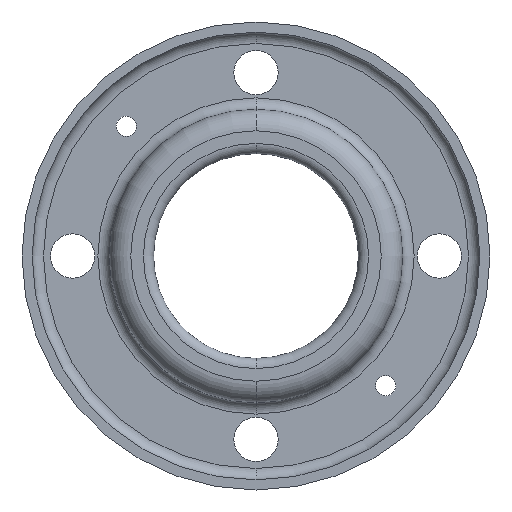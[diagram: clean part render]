
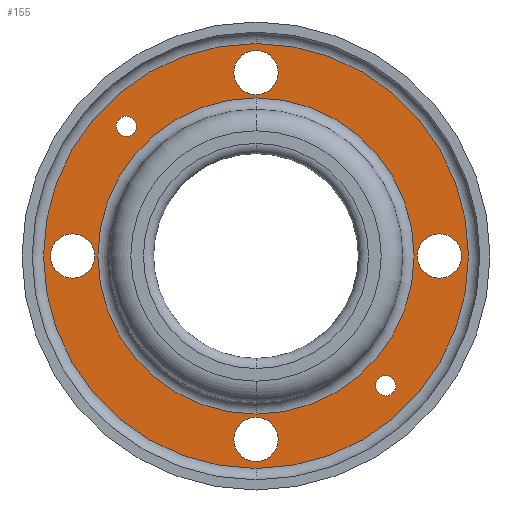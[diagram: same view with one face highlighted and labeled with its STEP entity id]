
A CAD part, front view. The second image highlights one B-rep face of the part: STEP entity #155.
In plain terms, the highlighted planar face has unit normal (0, -1, 0).
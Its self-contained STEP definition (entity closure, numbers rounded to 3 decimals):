
#155=ADVANCED_FACE('',(#300,#301,#302,#303,#304,#305,#306,#307),#308,.T.);
#300=FACE_BOUND('',#449,.T.);
#301=FACE_BOUND('',#450,.T.);
#302=FACE_BOUND('',#451,.T.);
#303=FACE_BOUND('',#452,.T.);
#304=FACE_BOUND('',#453,.T.);
#305=FACE_BOUND('',#454,.T.);
#306=FACE_OUTER_BOUND('',#455,.T.);
#307=FACE_BOUND('',#456,.T.);
#308=PLANE('',#457);
#449=EDGE_LOOP('',(#775,#776));
#450=EDGE_LOOP('',(#777,#778));
#451=EDGE_LOOP('',(#779,#780));
#452=EDGE_LOOP('',(#781,#782));
#453=EDGE_LOOP('',(#783,#784));
#454=EDGE_LOOP('',(#785,#786));
#455=EDGE_LOOP('',(#787,#788,#789));
#456=EDGE_LOOP('',(#790,#791,#792));
#457=AXIS2_PLACEMENT_3D('',#793,#794,#795);
#775=ORIENTED_EDGE('',*,*,#956,.T.);
#776=ORIENTED_EDGE('',*,*,#961,.T.);
#777=ORIENTED_EDGE('',*,*,#951,.T.);
#778=ORIENTED_EDGE('',*,*,#964,.T.);
#779=ORIENTED_EDGE('',*,*,#946,.T.);
#780=ORIENTED_EDGE('',*,*,#967,.T.);
#781=ORIENTED_EDGE('',*,*,#941,.T.);
#782=ORIENTED_EDGE('',*,*,#970,.T.);
#783=ORIENTED_EDGE('',*,*,#936,.T.);
#784=ORIENTED_EDGE('',*,*,#973,.T.);
#785=ORIENTED_EDGE('',*,*,#931,.T.);
#786=ORIENTED_EDGE('',*,*,#976,.T.);
#787=ORIENTED_EDGE('',*,*,#885,.F.);
#788=ORIENTED_EDGE('',*,*,#884,.F.);
#789=ORIENTED_EDGE('',*,*,#1001,.F.);
#790=ORIENTED_EDGE('',*,*,#893,.T.);
#791=ORIENTED_EDGE('',*,*,#999,.T.);
#792=ORIENTED_EDGE('',*,*,#894,.T.);
#793=CARTESIAN_POINT('',(-253.165,108.9,0.0));
#794=DIRECTION('',(0.0,-1.0,-0.0));
#795=DIRECTION('',(1.0,0.0,0.0));
#884=EDGE_CURVE('',#1046,#1048,#1049,.T.);
#885=EDGE_CURVE('',#1048,#1050,#1051,.T.);
#893=EDGE_CURVE('',#1065,#1063,#1066,.T.);
#894=EDGE_CURVE('',#1057,#1065,#1067,.T.);
#931=EDGE_CURVE('',#1130,#1127,#1131,.T.);
#936=EDGE_CURVE('',#1139,#1136,#1140,.T.);
#941=EDGE_CURVE('',#1148,#1145,#1149,.T.);
#946=EDGE_CURVE('',#1157,#1154,#1158,.T.);
#951=EDGE_CURVE('',#1166,#1163,#1167,.T.);
#956=EDGE_CURVE('',#1175,#1172,#1176,.T.);
#961=EDGE_CURVE('',#1172,#1175,#1182,.T.);
#964=EDGE_CURVE('',#1163,#1166,#1185,.T.);
#967=EDGE_CURVE('',#1154,#1157,#1188,.T.);
#970=EDGE_CURVE('',#1145,#1148,#1191,.T.);
#973=EDGE_CURVE('',#1136,#1139,#1194,.T.);
#976=EDGE_CURVE('',#1127,#1130,#1197,.T.);
#999=EDGE_CURVE('',#1063,#1057,#1224,.T.);
#1001=EDGE_CURVE('',#1050,#1046,#1226,.T.);
#1046=VERTEX_POINT('',#1276);
#1048=VERTEX_POINT('',#1278);
#1049=CIRCLE('',#1279,84.0);
#1050=VERTEX_POINT('',#1280);
#1051=CIRCLE('',#1281,84.0);
#1057=VERTEX_POINT('',#1287);
#1063=VERTEX_POINT('',#1293);
#1065=VERTEX_POINT('',#1295);
#1066=CIRCLE('',#1296,62.5);
#1067=CIRCLE('',#1297,62.5);
#1127=VERTEX_POINT('',#1361);
#1130=VERTEX_POINT('',#1365);
#1131=CIRCLE('',#1366,8.75);
#1136=VERTEX_POINT('',#1372);
#1139=VERTEX_POINT('',#1376);
#1140=CIRCLE('',#1377,8.75);
#1145=VERTEX_POINT('',#1383);
#1148=VERTEX_POINT('',#1387);
#1149=CIRCLE('',#1388,8.75);
#1154=VERTEX_POINT('',#1394);
#1157=VERTEX_POINT('',#1398);
#1158=CIRCLE('',#1399,8.75);
#1163=VERTEX_POINT('',#1405);
#1166=VERTEX_POINT('',#1409);
#1167=CIRCLE('',#1410,4.0);
#1172=VERTEX_POINT('',#1416);
#1175=VERTEX_POINT('',#1420);
#1176=CIRCLE('',#1421,4.0);
#1182=CIRCLE('',#1428,4.0);
#1185=CIRCLE('',#1431,4.0);
#1188=CIRCLE('',#1434,8.75);
#1191=CIRCLE('',#1437,8.75);
#1194=CIRCLE('',#1440,8.75);
#1197=CIRCLE('',#1443,8.75);
#1224=CIRCLE('',#1470,62.5);
#1226=CIRCLE('',#1472,84.0);
#1276=CARTESIAN_POINT('',(-179.915,108.9,-84.0));
#1278=CARTESIAN_POINT('',(-263.915,108.9,0.0));
#1279=AXIS2_PLACEMENT_3D('',#1524,#1525,#1526);
#1280=CARTESIAN_POINT('',(-179.915,108.9,84.0));
#1281=AXIS2_PLACEMENT_3D('',#1527,#1528,#1529);
#1287=CARTESIAN_POINT('',(-179.915,108.9,-62.5));
#1293=CARTESIAN_POINT('',(-179.915,108.9,62.5));
#1295=CARTESIAN_POINT('',(-242.415,108.9,0.0));
#1296=AXIS2_PLACEMENT_3D('',#1548,#1549,#1550);
#1297=AXIS2_PLACEMENT_3D('',#1551,#1552,#1553);
#1361=CARTESIAN_POINT('',(-243.665,108.9,0.));
#1365=CARTESIAN_POINT('',(-261.165,108.9,0.));
#1366=AXIS2_PLACEMENT_3D('',#1631,#1632,#1633);
#1372=CARTESIAN_POINT('',(-179.915,108.9,-63.75));
#1376=CARTESIAN_POINT('',(-179.915,108.9,-81.25));
#1377=AXIS2_PLACEMENT_3D('',#1639,#1640,#1641);
#1383=CARTESIAN_POINT('',(-116.165,108.9,0.));
#1387=CARTESIAN_POINT('',(-98.665,108.9,0.));
#1388=AXIS2_PLACEMENT_3D('',#1647,#1648,#1649);
#1394=CARTESIAN_POINT('',(-179.915,108.9,63.75));
#1398=CARTESIAN_POINT('',(-179.915,108.9,81.25));
#1399=AXIS2_PLACEMENT_3D('',#1655,#1656,#1657);
#1405=CARTESIAN_POINT('',(-228.352,108.9,48.437));
#1409=CARTESIAN_POINT('',(-234.009,108.9,54.094));
#1410=AXIS2_PLACEMENT_3D('',#1663,#1664,#1665);
#1416=CARTESIAN_POINT('',(-131.478,108.9,-48.437));
#1420=CARTESIAN_POINT('',(-125.821,108.9,-54.094));
#1421=AXIS2_PLACEMENT_3D('',#1671,#1672,#1673);
#1428=AXIS2_PLACEMENT_3D('',#1681,#1682,#1683);
#1431=AXIS2_PLACEMENT_3D('',#1687,#1688,#1689);
#1434=AXIS2_PLACEMENT_3D('',#1693,#1694,#1695);
#1437=AXIS2_PLACEMENT_3D('',#1699,#1700,#1701);
#1440=AXIS2_PLACEMENT_3D('',#1705,#1706,#1707);
#1443=AXIS2_PLACEMENT_3D('',#1711,#1712,#1713);
#1470=AXIS2_PLACEMENT_3D('',#1753,#1754,#1755);
#1472=AXIS2_PLACEMENT_3D('',#1756,#1757,#1758);
#1524=CARTESIAN_POINT('',(-179.915,108.9,0.0));
#1525=DIRECTION('',(0.0,1.0,0.0));
#1526=DIRECTION('',(-1.0,0.0,0.0));
#1527=CARTESIAN_POINT('',(-179.915,108.9,0.0));
#1528=DIRECTION('',(0.0,1.0,0.0));
#1529=DIRECTION('',(-1.0,0.0,0.0));
#1548=CARTESIAN_POINT('',(-179.915,108.9,0.0));
#1549=DIRECTION('',(0.0,1.0,0.0));
#1550=DIRECTION('',(-1.0,0.0,0.0));
#1551=CARTESIAN_POINT('',(-179.915,108.9,0.0));
#1552=DIRECTION('',(0.0,1.0,0.0));
#1553=DIRECTION('',(-1.0,0.0,0.0));
#1631=CARTESIAN_POINT('',(-252.415,108.9,0.));
#1632=DIRECTION('',(-0.0,1.0,0.0));
#1633=DIRECTION('',(1.0,0.0,0.));
#1639=CARTESIAN_POINT('',(-179.915,108.9,-72.5));
#1640=DIRECTION('',(0.0,1.0,-0.0));
#1641=DIRECTION('',(0.,0.0,1.0));
#1647=CARTESIAN_POINT('',(-107.415,108.9,0.0));
#1648=DIRECTION('',(0.0,1.0,-0.0));
#1649=DIRECTION('',(-1.0,0.0,0.0));
#1655=CARTESIAN_POINT('',(-179.915,108.9,72.5));
#1656=DIRECTION('',(0.0,1.0,0.0));
#1657=DIRECTION('',(0.,0.0,-1.0));
#1663=CARTESIAN_POINT('',(-231.18,108.9,51.265));
#1664=DIRECTION('',(0.0,1.0,0.0));
#1665=DIRECTION('',(0.707,0.0,-0.707));
#1671=CARTESIAN_POINT('',(-128.65,108.9,-51.265));
#1672=DIRECTION('',(0.0,1.0,-0.0));
#1673=DIRECTION('',(-0.707,0.0,0.707));
#1681=CARTESIAN_POINT('',(-128.65,108.9,-51.265));
#1682=DIRECTION('',(0.0,1.0,-0.0));
#1683=DIRECTION('',(-0.707,0.0,0.707));
#1687=CARTESIAN_POINT('',(-231.18,108.9,51.265));
#1688=DIRECTION('',(0.0,1.0,0.0));
#1689=DIRECTION('',(0.707,0.0,-0.707));
#1693=CARTESIAN_POINT('',(-179.915,108.9,72.5));
#1694=DIRECTION('',(0.0,1.0,0.0));
#1695=DIRECTION('',(0.,0.0,-1.0));
#1699=CARTESIAN_POINT('',(-107.415,108.9,0.0));
#1700=DIRECTION('',(0.0,1.0,-0.0));
#1701=DIRECTION('',(-1.0,0.0,0.0));
#1705=CARTESIAN_POINT('',(-179.915,108.9,-72.5));
#1706=DIRECTION('',(0.0,1.0,-0.0));
#1707=DIRECTION('',(0.,0.0,1.0));
#1711=CARTESIAN_POINT('',(-252.415,108.9,0.));
#1712=DIRECTION('',(-0.0,1.0,0.0));
#1713=DIRECTION('',(1.0,0.0,0.));
#1753=CARTESIAN_POINT('',(-179.915,108.9,0.0));
#1754=DIRECTION('',(0.0,1.0,0.0));
#1755=DIRECTION('',(-1.0,0.0,0.0));
#1756=CARTESIAN_POINT('',(-179.915,108.9,0.0));
#1757=DIRECTION('',(0.0,1.0,0.0));
#1758=DIRECTION('',(-1.0,0.0,0.0));
